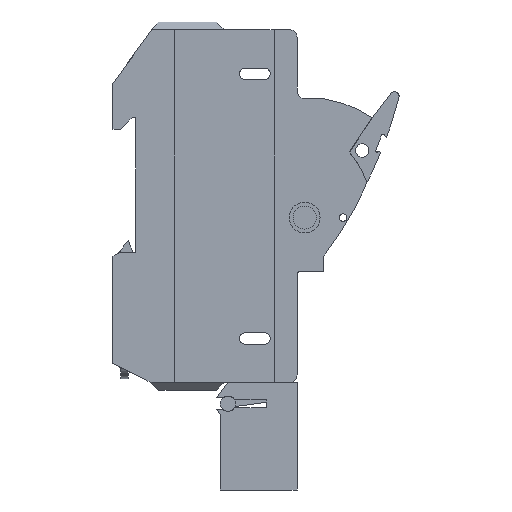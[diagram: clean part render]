
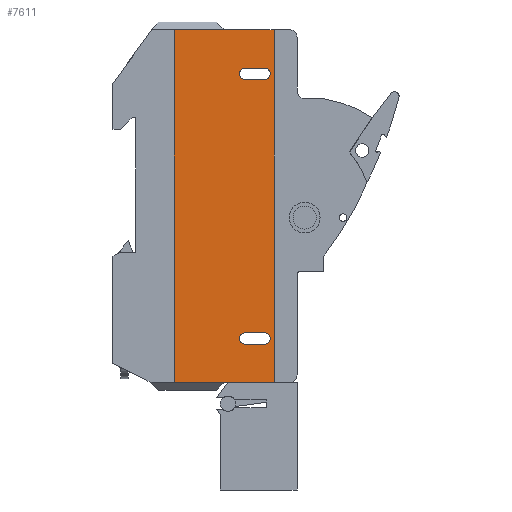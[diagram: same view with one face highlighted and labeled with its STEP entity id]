
A CAD part, left-side view. The second image highlights one B-rep face of the part: STEP entity #7611.
In plain terms, the highlighted face is planar.
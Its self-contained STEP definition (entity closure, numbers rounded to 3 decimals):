
#78=CIRCLE('',#8262,1.5);
#80=CIRCLE('',#8265,1.5);
#82=CIRCLE('',#8268,1.5);
#84=CIRCLE('',#8271,1.5);
#1009=ORIENTED_EDGE('',*,*,#2586,.F.);
#1010=ORIENTED_EDGE('',*,*,#2627,.F.);
#1011=ORIENTED_EDGE('',*,*,#2592,.F.);
#1012=ORIENTED_EDGE('',*,*,#2623,.F.);
#1013=ORIENTED_EDGE('',*,*,#2604,.F.);
#1014=ORIENTED_EDGE('',*,*,#2629,.F.);
#1015=ORIENTED_EDGE('',*,*,#2598,.F.);
#1016=ORIENTED_EDGE('',*,*,#2625,.F.);
#1017=ORIENTED_EDGE('',*,*,#2584,.F.);
#1018=ORIENTED_EDGE('',*,*,#2891,.F.);
#1019=ORIENTED_EDGE('',*,*,#2610,.T.);
#1020=ORIENTED_EDGE('',*,*,#2890,.T.);
#2584=EDGE_CURVE('',#3685,#3670,#4429,.T.);
#2586=EDGE_CURVE('',#3686,#3688,#78,.T.);
#2592=EDGE_CURVE('',#3692,#3694,#80,.T.);
#2598=EDGE_CURVE('',#3698,#3700,#82,.T.);
#2604=EDGE_CURVE('',#3704,#3706,#84,.T.);
#2610=EDGE_CURVE('',#3712,#3710,#4443,.T.);
#2623=EDGE_CURVE('',#3688,#3692,#4456,.T.);
#2625=EDGE_CURVE('',#3706,#3698,#4458,.T.);
#2627=EDGE_CURVE('',#3694,#3686,#4460,.T.);
#2629=EDGE_CURVE('',#3700,#3704,#4462,.T.);
#2890=EDGE_CURVE('',#3710,#3670,#4675,.T.);
#2891=EDGE_CURVE('',#3712,#3685,#4676,.T.);
#3670=VERTEX_POINT('',#11001);
#3685=VERTEX_POINT('',#11030);
#3686=VERTEX_POINT('',#11034);
#3688=VERTEX_POINT('',#11037);
#3692=VERTEX_POINT('',#11057);
#3694=VERTEX_POINT('',#11060);
#3698=VERTEX_POINT('',#11080);
#3700=VERTEX_POINT('',#11083);
#3704=VERTEX_POINT('',#11103);
#3706=VERTEX_POINT('',#11106);
#3710=VERTEX_POINT('',#11126);
#3712=VERTEX_POINT('',#11129);
#4429=LINE('',#11031,#5322);
#4443=LINE('',#11128,#5336);
#4456=LINE('',#11152,#5349);
#4458=LINE('',#11155,#5351);
#4460=LINE('',#11158,#5353);
#4462=LINE('',#11161,#5355);
#4675=LINE('',#11690,#5568);
#4676=LINE('',#11692,#5569);
#5322=VECTOR('',#8901,1000.);
#5336=VECTOR('',#8941,1000.);
#5349=VECTOR('',#8956,1000.);
#5351=VECTOR('',#8960,1000.);
#5353=VECTOR('',#8964,1000.);
#5355=VECTOR('',#8968,1000.);
#5568=VECTOR('',#9493,1000.);
#5569=VECTOR('',#9496,1000.);
#6336=EDGE_LOOP('',(#1009,#1010,#1011,#1012));
#6337=EDGE_LOOP('',(#1013,#1014,#1015,#1016));
#6338=EDGE_LOOP('',(#1017,#1018,#1019,#1020));
#6825=FACE_BOUND('',#6336,.T.);
#6826=FACE_BOUND('',#6337,.T.);
#6827=FACE_BOUND('',#6338,.T.);
#7267=PLANE('',#8435);
#7611=ADVANCED_FACE('',(#6825,#6826,#6827),#7267,.T.);
#8262=AXIS2_PLACEMENT_3D('',#11036,#8905,#8906);
#8265=AXIS2_PLACEMENT_3D('',#11059,#8914,#8915);
#8268=AXIS2_PLACEMENT_3D('',#11082,#8923,#8924);
#8271=AXIS2_PLACEMENT_3D('',#11105,#8932,#8933);
#8435=AXIS2_PLACEMENT_3D('',#11693,#9497,#9498);
#8901=DIRECTION('',(-1.,0.,0.));
#8905=DIRECTION('',(0.,0.,1.));
#8906=DIRECTION('',(1.,0.,0.));
#8914=DIRECTION('',(0.,0.,1.));
#8915=DIRECTION('',(1.,0.,0.));
#8923=DIRECTION('',(0.,0.,1.));
#8924=DIRECTION('',(1.,0.,0.));
#8932=DIRECTION('',(0.,0.,1.));
#8933=DIRECTION('',(1.,0.,0.));
#8941=DIRECTION('',(-1.,0.,0.));
#8956=DIRECTION('',(-1.,0.,0.));
#8960=DIRECTION('',(1.,0.,0.));
#8964=DIRECTION('',(1.,0.,0.));
#8968=DIRECTION('',(-1.,0.,0.));
#9493=DIRECTION('',(0.,-1.,0.));
#9496=DIRECTION('',(0.,-1.,0.));
#9497=DIRECTION('',(0.,0.,1.));
#9498=DIRECTION('',(1.,0.,0.));
#11001=CARTESIAN_POINT('',(16.,0.,13.));
#11030=CARTESIAN_POINT('',(42.,0.,13.));
#11031=CARTESIAN_POINT('',(42.,0.,13.));
#11034=CARTESIAN_POINT('',(39.5,10.,13.));
#11036=CARTESIAN_POINT('',(39.5,11.5,13.));
#11037=CARTESIAN_POINT('',(39.5,13.,13.));
#11057=CARTESIAN_POINT('',(34.5,13.,13.));
#11059=CARTESIAN_POINT('',(34.5,11.5,13.));
#11060=CARTESIAN_POINT('',(34.5,10.,13.));
#11080=CARTESIAN_POINT('',(39.5,79.,13.));
#11082=CARTESIAN_POINT('',(39.5,80.5,13.));
#11083=CARTESIAN_POINT('',(39.5,82.,13.));
#11103=CARTESIAN_POINT('',(34.5,82.,13.));
#11105=CARTESIAN_POINT('',(34.5,80.5,13.));
#11106=CARTESIAN_POINT('',(34.5,79.,13.));
#11126=CARTESIAN_POINT('',(16.,92.,13.));
#11128=CARTESIAN_POINT('',(42.,92.,13.));
#11129=CARTESIAN_POINT('',(42.,92.,13.));
#11152=CARTESIAN_POINT('',(39.5,13.,13.));
#11155=CARTESIAN_POINT('',(34.5,79.,13.));
#11158=CARTESIAN_POINT('',(34.5,10.,13.));
#11161=CARTESIAN_POINT('',(39.5,82.,13.));
#11690=CARTESIAN_POINT('',(16.,92.,13.));
#11692=CARTESIAN_POINT('',(42.,92.,13.));
#11693=CARTESIAN_POINT('',(42.,92.,13.));
